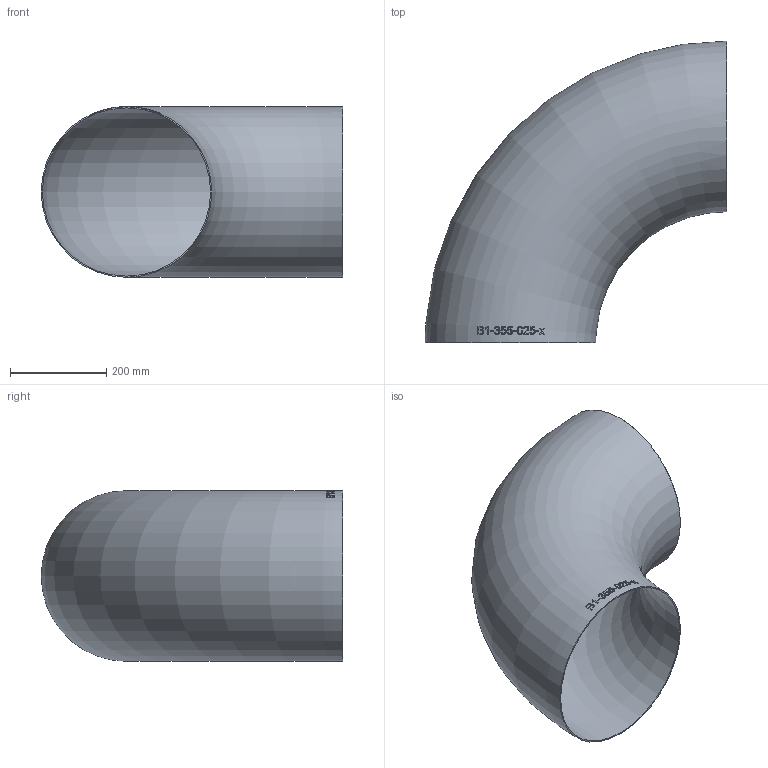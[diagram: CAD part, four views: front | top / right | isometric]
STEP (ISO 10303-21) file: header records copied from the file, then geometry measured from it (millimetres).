
FILE_DESCRIPTION (( 'STEP AP214' ), '1' );
FILE_NAME ('B1-355-025-x Bogen 2005.STEP', '2020-05-04T09:49:16', ( '' ), ( '' ), 'SwSTEP 2.0', 'SolidWorks 2019', '' );
FILE_SCHEMA (( 'AUTOMOTIVE_DESIGN' ));
Length unit declared in the file: millimetre
Products named in the file (1): B1-355-025-x Bogen 2005
Bounding box: 627.5 x 627.5 x 355 mm (x, y, z)
Volume: 1956930.7 mm3; surface area: 1571130.6 mm2
Topology: 1 solids, 1 shells, 151 faces, 406 edges, 271 vertices
Faces by surface type: bspline 130, torus 19, plane 2
Entity records: 30655 total; most frequent: CARTESIAN_POINT 26507, ORIENTED_EDGE 788, EDGE_CURVE 394, B_SPLINE_CURVE_WITH_KNOTS 389, VERTEX_POINT 264, EDGE_LOOP 168, FACE_OUTER_BOUND 151, ADVANCED_FACE 149
